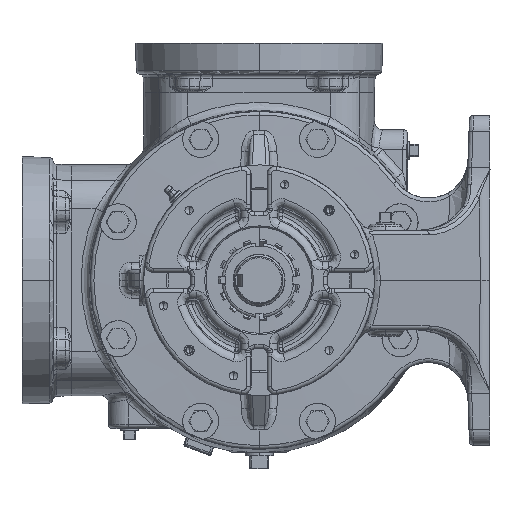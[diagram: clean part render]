
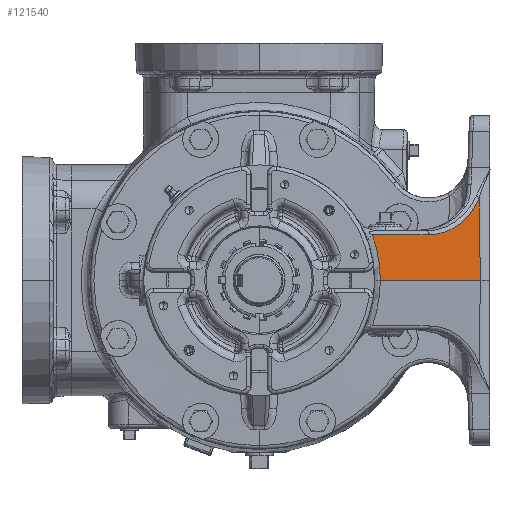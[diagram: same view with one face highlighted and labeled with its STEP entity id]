
A CAD part, left-side view. The second image highlights one B-rep face of the part: STEP entity #121540.
In plain terms, the highlighted planar face has unit normal (-0.642, -0.766, 0.035).
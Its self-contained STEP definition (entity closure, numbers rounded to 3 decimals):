
#9708 = CARTESIAN_POINT ( 'NONE',  ( -197.121, -130.903, 35.158 ) ) ;
#11263 = DIRECTION ( 'NONE',  ( -0.766, 0.643, 0. ) ) ;
#14619 = VERTEX_POINT ( 'NONE', #88078 ) ;
#27065 = CARTESIAN_POINT ( 'NONE',  ( -151.971, -170.391, 0. ) ) ;
#29417 = CARTESIAN_POINT ( 'NONE',  ( -136.135, -182.077, 35.158 ) ) ;
#44886 = DIRECTION ( 'NONE',  ( 0.035, 0.016, 0.999 ) ) ;
#46705 = LINE ( 'NONE', #103432, #47022 ) ;
#47022 = VECTOR ( 'NONE', #104619, 1000. ) ;
#49984 = ORIENTED_EDGE ( 'NONE', *, *, #180032, .T. ) ;
#72364 = CARTESIAN_POINT ( 'NONE',  ( -159.408, -162.074, 45.545 ) ) ;
#88078 = CARTESIAN_POINT ( 'NONE',  ( -149.757, -169.359, 63.389 ) ) ;
#88273 = VECTOR ( 'NONE', #44886, 1000. ) ;
#91600 = ORIENTED_EDGE ( 'NONE', *, *, #226405, .T. ) ;
#97307 = CARTESIAN_POINT ( 'NONE',  ( -197.121, -130.903, 35.158 ) ) ;
#103154 = ORIENTED_EDGE ( 'NONE', *, *, #104183, .T. ) ;
#103432 = CARTESIAN_POINT ( 'NONE',  ( -136.924, -183.017, 0. ) ) ;
#104183 = EDGE_CURVE ( 'NONE', #201987, #209284, #156366, .T. ) ;
#104388 = AXIS2_PLACEMENT_3D ( 'NONE', #161542, #128821, #202491 ) ;
#104619 = DIRECTION ( 'NONE',  ( 0.766, -0.643, 0. ) ) ;
#104722 = FACE_OUTER_BOUND ( 'NONE', #152897, .T. ) ;
#121540 = ADVANCED_FACE ( 'Defeatured_0_3066', ( #104722 ), #178456, .T. ) ;
#128821 = DIRECTION ( 'NONE',  ( -0.642, -0.766, 0.035 ) ) ;
#131355 = CARTESIAN_POINT ( 'NONE',  ( -243.769, -93.364, 0. ) ) ;
#133128 = CARTESIAN_POINT ( 'NONE',  ( -148.925, -168.971, 87.223 ) ) ;
#142357 = ORIENTED_EDGE ( 'NONE', *, *, #211895, .T. ) ;
#147121 = CARTESIAN_POINT ( 'NONE',  ( -245.014, -91.232, 23.833 ) ) ;
#152897 = EDGE_LOOP ( 'NONE', ( #103154, #91600, #49984, #142357, #168248 ) ) ;
#156366 = LINE ( 'NONE', #29417, #206052 ) ;
#161542 = CARTESIAN_POINT ( 'NONE',  ( -136.924, -183.017, 0. ) ) ;
#165392 = CARTESIAN_POINT ( 'NONE',  ( -176.835, -147.926, 35.158 ) ) ;
#167571 = CARTESIAN_POINT ( 'NONE',  ( -249.147, -87.248, 35.158 ) ) ;
#168248 = ORIENTED_EDGE ( 'NONE', *, *, #231603, .T. ) ;
#178456 = PLANE ( 'NONE',  #104388 ) ;
#180032 = EDGE_CURVE ( 'NONE', #209965, #183160, #46705, .T. ) ;
#183160 = VERTEX_POINT ( 'NONE', #27065 ) ;
#184543 = CARTESIAN_POINT ( 'NONE',  ( -243.205, -93.29, 12.005 ) ) ;
#201987 = VERTEX_POINT ( 'NONE', #9708 ) ;
#202491 = DIRECTION ( 'NONE',  ( 0.766, -0.643, 0. ) ) ;
#203800 =( BOUNDED_CURVE ( )  B_SPLINE_CURVE ( 3, ( #237755, #147121, #184543, #131355 ),
 .UNSPECIFIED., .F., .T. ) 
 B_SPLINE_CURVE_WITH_KNOTS ( ( 4, 4 ),
 ( 2.849, 3.181 ),
 .UNSPECIFIED. ) 
 CURVE ( )  GEOMETRIC_REPRESENTATION_ITEM ( )  RATIONAL_B_SPLINE_CURVE ( ( 1., 0.991, 0.991, 1. ) ) 
 REPRESENTATION_ITEM ( '' )  );
#206052 = VECTOR ( 'NONE', #11263, 1000. ) ;
#208908 = CARTESIAN_POINT ( 'NONE',  ( -243.769, -93.364, 0. ) ) ;
#209284 = VERTEX_POINT ( 'NONE', #167571 ) ;
#209684 = CARTESIAN_POINT ( 'NONE',  ( -149.757, -169.359, 63.389 ) ) ;
#209965 = VERTEX_POINT ( 'NONE', #208908 ) ;
#210422 = LINE ( 'NONE', #133128, #88273 ) ;
#211895 = EDGE_CURVE ( 'NONE', #183160, #14619, #210422, .T. ) ;
#226405 = EDGE_CURVE ( 'NONE', #209284, #209965, #203800, .T. ) ;
#231603 = EDGE_CURVE ( 'NONE', #14619, #201987, #236741, .T. ) ;
#236741 =( BOUNDED_CURVE ( )  B_SPLINE_CURVE ( 3, ( #209684, #72364, #165392, #97307 ),
 .UNSPECIFIED., .F., .T. ) 
 B_SPLINE_CURVE_WITH_KNOTS ( ( 4, 4 ),
 ( 3.583, 4.658 ),
 .UNSPECIFIED. ) 
 CURVE ( )  GEOMETRIC_REPRESENTATION_ITEM ( )  RATIONAL_B_SPLINE_CURVE ( ( 1., 0.906, 0.906, 1. ) ) 
 REPRESENTATION_ITEM ( '' )  );
#237755 = CARTESIAN_POINT ( 'NONE',  ( -249.147, -87.248, 35.158 ) ) ;
